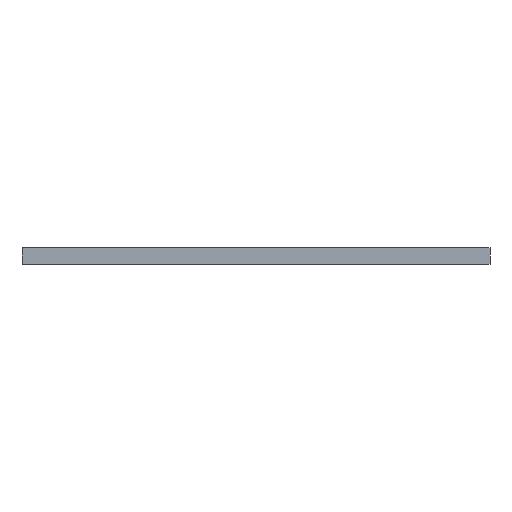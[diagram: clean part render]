
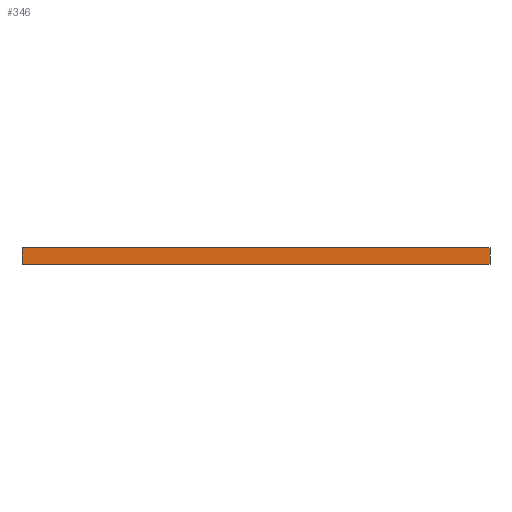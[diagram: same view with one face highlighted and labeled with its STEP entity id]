
A CAD part, front view. The second image highlights one B-rep face of the part: STEP entity #346.
In plain terms, the highlighted planar face has unit normal (0, -1, 0).
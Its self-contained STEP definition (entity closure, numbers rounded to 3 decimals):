
#34 = CARTESIAN_POINT ( 'NONE',  ( -139.75, -223.5, 10. ) ) ;
#37 = DIRECTION ( 'NONE',  ( 0., 0., -1. ) ) ;
#153 = VERTEX_POINT ( 'NONE', #1185 ) ;
#154 = CARTESIAN_POINT ( 'NONE',  ( -139.75, -223.5, 10. ) ) ;
#176 = ORIENTED_EDGE ( 'NONE', *, *, #1183, .F. ) ;
#194 = EDGE_LOOP ( 'NONE', ( #1353, #176, #863, #538 ) ) ;
#335 = CARTESIAN_POINT ( 'NONE',  ( -139.75, -223.5, 10. ) ) ;
#346 = ADVANCED_FACE ( 'NONE', ( #1399 ), #800, .F. ) ;
#392 = LINE ( 'NONE', #1069, #1250 ) ;
#393 = LINE ( 'NONE', #1319, #1060 ) ;
#499 = AXIS2_PLACEMENT_3D ( 'NONE', #34, #904, #794 ) ;
#538 = ORIENTED_EDGE ( 'NONE', *, *, #1037, .T. ) ;
#567 = VECTOR ( 'NONE', #1137, 1000. ) ;
#627 = VERTEX_POINT ( 'NONE', #1362 ) ;
#653 = CARTESIAN_POINT ( 'NONE',  ( 139.75, -223.5, 0. ) ) ;
#710 = VERTEX_POINT ( 'NONE', #653 ) ;
#794 = DIRECTION ( 'NONE',  ( 0., 0., 1. ) ) ;
#800 = PLANE ( 'NONE',  #499 ) ;
#807 = CARTESIAN_POINT ( 'NONE',  ( 139.75, -223.5, 10. ) ) ;
#863 = ORIENTED_EDGE ( 'NONE', *, *, #1174, .F. ) ;
#873 = DIRECTION ( 'NONE',  ( 0., 0., -1. ) ) ;
#904 = DIRECTION ( 'NONE',  ( 0., 1., 0. ) ) ;
#941 = LINE ( 'NONE', #154, #567 ) ;
#991 = LINE ( 'NONE', #807, #1124 ) ;
#1037 = EDGE_CURVE ( 'NONE', #1050, #627, #393, .T. ) ;
#1050 = VERTEX_POINT ( 'NONE', #335 ) ;
#1060 = VECTOR ( 'NONE', #873, 1000. ) ;
#1069 = CARTESIAN_POINT ( 'NONE',  ( -139.75, -223.5, 0. ) ) ;
#1124 = VECTOR ( 'NONE', #37, 1000. ) ;
#1137 = DIRECTION ( 'NONE',  ( 1., 0., 0. ) ) ;
#1171 = DIRECTION ( 'NONE',  ( 1., 0., 0. ) ) ;
#1174 = EDGE_CURVE ( 'NONE', #1050, #153, #941, .T. ) ;
#1183 = EDGE_CURVE ( 'NONE', #153, #710, #991, .T. ) ;
#1185 = CARTESIAN_POINT ( 'NONE',  ( 139.75, -223.5, 10. ) ) ;
#1250 = VECTOR ( 'NONE', #1171, 1000. ) ;
#1319 = CARTESIAN_POINT ( 'NONE',  ( -139.75, -223.5, 10. ) ) ;
#1353 = ORIENTED_EDGE ( 'NONE', *, *, #1411, .T. ) ;
#1362 = CARTESIAN_POINT ( 'NONE',  ( -139.75, -223.5, 0. ) ) ;
#1399 = FACE_OUTER_BOUND ( 'NONE', #194, .T. ) ;
#1411 = EDGE_CURVE ( 'NONE', #627, #710, #392, .T. ) ;
